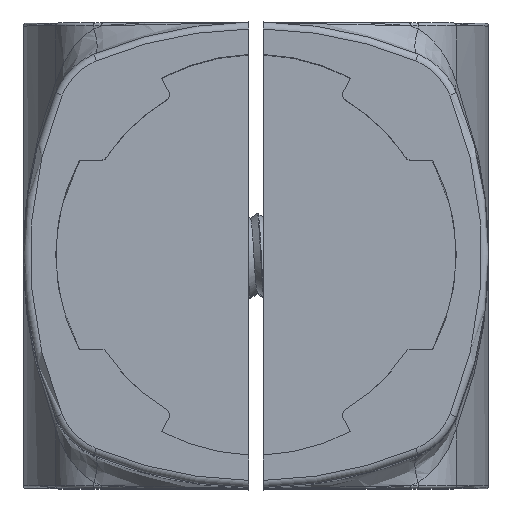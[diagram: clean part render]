
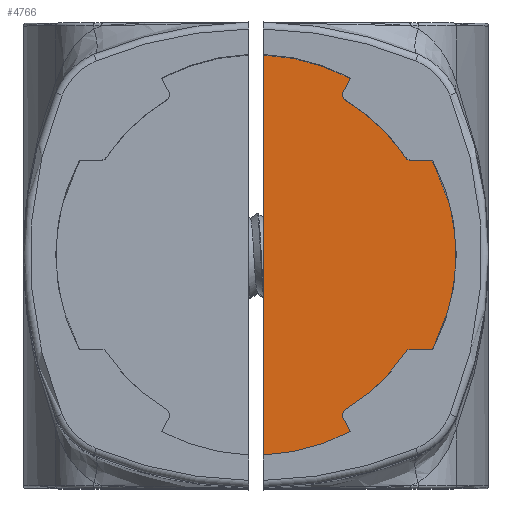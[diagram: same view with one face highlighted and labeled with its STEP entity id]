
A CAD part, top view. The second image highlights one B-rep face of the part: STEP entity #4766.
In plain terms, the highlighted planar face has unit normal (0, 0, 1).
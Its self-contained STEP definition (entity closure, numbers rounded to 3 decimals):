
#584 = VERTEX_POINT ( 'NONE', #15359 ) ;
#1033 = ORIENTED_EDGE ( 'NONE', *, *, #36898, .T. ) ;
#1052 = LINE ( 'NONE', #41981, #17509 ) ;
#1142 = VERTEX_POINT ( 'NONE', #34283 ) ;
#1253 = CARTESIAN_POINT ( 'NONE',  ( 0.5, -14.191, 82. ) ) ;
#1435 = LINE ( 'NONE', #45987, #45641 ) ;
#1452 = CARTESIAN_POINT ( 'NONE',  ( 0., 0., 82. ) ) ;
#1752 = CARTESIAN_POINT ( 'NONE',  ( 0., 0., 82. ) ) ;
#1936 = VECTOR ( 'NONE', #19181, 1000. ) ;
#3562 = VERTEX_POINT ( 'NONE', #35028 ) ;
#3585 = LINE ( 'NONE', #44521, #1936 ) ;
#3725 = CARTESIAN_POINT ( 'NONE',  ( 0., 0., 82. ) ) ;
#3820 = CIRCLE ( 'NONE', #19377, 14.2 ) ;
#3860 = CARTESIAN_POINT ( 'NONE',  ( 10.285, -7.694, 82. ) ) ;
#3908 = VERTEX_POINT ( 'NONE', #18254 ) ;
#3967 = DIRECTION ( 'NONE',  ( 0., 1., 0. ) ) ;
#4572 = VERTEX_POINT ( 'NONE', #24004 ) ;
#4766 = ADVANCED_FACE ( 'NONE', ( #37611 ), #40311, .F. ) ;
#4803 = EDGE_CURVE ( 'NONE', #14997, #46632, #13356, .T. ) ;
#5034 = CARTESIAN_POINT ( 'NONE',  ( 6.383, -10.921, 82. ) ) ;
#7207 = ORIENTED_EDGE ( 'NONE', *, *, #30980, .F. ) ;
#8351 = DIRECTION ( 'NONE',  ( 0., 0., 1. ) ) ;
#8707 = AXIS2_PLACEMENT_3D ( 'NONE', #14675, #44418, #25907 ) ;
#8890 = ORIENTED_EDGE ( 'NONE', *, *, #9210, .T. ) ;
#9106 = CIRCLE ( 'NONE', #24689, 14.2 ) ;
#9210 = EDGE_CURVE ( 'NONE', #25560, #1142, #40178, .T. ) ;
#9537 = EDGE_CURVE ( 'NONE', #28490, #3908, #1435, .T. ) ;
#9795 = CARTESIAN_POINT ( 'NONE',  ( 11.935, 7.694, 82. ) ) ;
#10117 = CIRCLE ( 'NONE', #45891, 0.5 ) ;
#10963 = CARTESIAN_POINT ( 'NONE',  ( 9.894, -7.883, 82. ) ) ;
#11057 = EDGE_CURVE ( 'NONE', #42247, #19978, #30898, .T. ) ;
#11263 = DIRECTION ( 'NONE',  ( 0., -1., 0. ) ) ;
#11513 = CARTESIAN_POINT ( 'NONE',  ( 0., 0., 82. ) ) ;
#11695 = EDGE_CURVE ( 'NONE', #28267, #3562, #9106, .T. ) ;
#11714 = CARTESIAN_POINT ( 'NONE',  ( 9.894, 7.883, 82. ) ) ;
#11819 = DIRECTION ( 'NONE',  ( 0., 0., 1. ) ) ;
#11887 = VERTEX_POINT ( 'NONE', #33086 ) ;
#12290 = DIRECTION ( 'NONE',  ( -0.882, 0.471, 0. ) ) ;
#12621 = DIRECTION ( 'NONE',  ( 0.471, 0.882, 0. ) ) ;
#13356 = CIRCLE ( 'NONE', #8707, 0.5 ) ;
#14675 = CARTESIAN_POINT ( 'NONE',  ( 10.285, 8.194, 82. ) ) ;
#14997 = VERTEX_POINT ( 'NONE', #11714 ) ;
#15043 = ORIENTED_EDGE ( 'NONE', *, *, #47454, .T. ) ;
#15218 = CARTESIAN_POINT ( 'NONE',  ( 6.636, 11.353, 82. ) ) ;
#15296 = AXIS2_PLACEMENT_3D ( 'NONE', #18805, #22473, #31010 ) ;
#15359 = CARTESIAN_POINT ( 'NONE',  ( 6.383, 10.921, 82. ) ) ;
#15623 = DIRECTION ( 'NONE',  ( 0., 0., 1. ) ) ;
#15635 = VECTOR ( 'NONE', #45745, 1000. ) ;
#15869 = EDGE_CURVE ( 'NONE', #1142, #19978, #3585, .T. ) ;
#16278 = DIRECTION ( 'NONE',  ( 0.471, 0.882, 0. ) ) ;
#17509 = VECTOR ( 'NONE', #3967, 1000. ) ;
#18192 = DIRECTION ( 'NONE',  ( 0.84, -0.542, 0. ) ) ;
#18254 = CARTESIAN_POINT ( 'NONE',  ( 6.694, 12.523, 82. ) ) ;
#18369 = DIRECTION ( 'NONE',  ( 0., 0., 1. ) ) ;
#18492 = EDGE_CURVE ( 'NONE', #3562, #46632, #28131, .T. ) ;
#18805 = CARTESIAN_POINT ( 'NONE',  ( 6.636, -11.353, 82. ) ) ;
#19181 = DIRECTION ( 'NONE',  ( -0.471, 0.882, 0. ) ) ;
#19331 = CARTESIAN_POINT ( 'NONE',  ( 0., 0., 82. ) ) ;
#19377 = AXIS2_PLACEMENT_3D ( 'NONE', #1452, #27040, #16278 ) ;
#19454 = LINE ( 'NONE', #3860, #15635 ) ;
#19978 = VERTEX_POINT ( 'NONE', #37079 ) ;
#20335 = AXIS2_PLACEMENT_3D ( 'NONE', #1752, #15623, #34891 ) ;
#20504 = AXIS2_PLACEMENT_3D ( 'NONE', #15218, #11819, #12290 ) ;
#20763 = AXIS2_PLACEMENT_3D ( 'NONE', #11513, #22999, #33965 ) ;
#20990 = ORIENTED_EDGE ( 'NONE', *, *, #18492, .T. ) ;
#21110 = ORIENTED_EDGE ( 'NONE', *, *, #25921, .T. ) ;
#21511 = VECTOR ( 'NONE', #42959, 1000. ) ;
#21524 = CIRCLE ( 'NONE', #20763, 12.65 ) ;
#21808 = EDGE_CURVE ( 'NONE', #11887, #29457, #10117, .T. ) ;
#21810 = ORIENTED_EDGE ( 'NONE', *, *, #40465, .F. ) ;
#21911 = ORIENTED_EDGE ( 'NONE', *, *, #4803, .F. ) ;
#22473 = DIRECTION ( 'NONE',  ( 0., 0., 1. ) ) ;
#22974 = ORIENTED_EDGE ( 'NONE', *, *, #32057, .T. ) ;
#22999 = DIRECTION ( 'NONE',  ( 0., 0., 1. ) ) ;
#24004 = CARTESIAN_POINT ( 'NONE',  ( 0.5, 14.191, 82. ) ) ;
#24689 = AXIS2_PLACEMENT_3D ( 'NONE', #42397, #31444, #18192 ) ;
#25560 = VERTEX_POINT ( 'NONE', #1253 ) ;
#25907 = DIRECTION ( 'NONE',  ( -0.782, -0.623, 0. ) ) ;
#25921 = EDGE_CURVE ( 'NONE', #11887, #28267, #19454, .T. ) ;
#25939 = ORIENTED_EDGE ( 'NONE', *, *, #21808, .F. ) ;
#27040 = DIRECTION ( 'NONE',  ( 0., 0., 1. ) ) ;
#28131 = LINE ( 'NONE', #9795, #21511 ) ;
#28212 = AXIS2_PLACEMENT_3D ( 'NONE', #3725, #29848, #11263 ) ;
#28267 = VERTEX_POINT ( 'NONE', #40905 ) ;
#28490 = VERTEX_POINT ( 'NONE', #28641 ) ;
#28641 = CARTESIAN_POINT ( 'NONE',  ( 6.195, 11.589, 82. ) ) ;
#29457 = VERTEX_POINT ( 'NONE', #10963 ) ;
#29651 = DIRECTION ( 'NONE',  ( 0., 1., 0. ) ) ;
#29848 = DIRECTION ( 'NONE',  ( 0., 0., -1. ) ) ;
#30434 = ORIENTED_EDGE ( 'NONE', *, *, #11695, .T. ) ;
#30580 = DIRECTION ( 'NONE',  ( 0.035, -0.999, 0. ) ) ;
#30898 = CIRCLE ( 'NONE', #15296, 0.5 ) ;
#30980 = EDGE_CURVE ( 'NONE', #25560, #4572, #1052, .T. ) ;
#31010 = DIRECTION ( 'NONE',  ( -0.505, 0.863, 0. ) ) ;
#31444 = DIRECTION ( 'NONE',  ( 0., 0., 1. ) ) ;
#31638 = AXIS2_PLACEMENT_3D ( 'NONE', #19331, #8351, #30580 ) ;
#32057 = EDGE_CURVE ( 'NONE', #42247, #29457, #21524, .T. ) ;
#33086 = CARTESIAN_POINT ( 'NONE',  ( 10.285, -7.694, 82. ) ) ;
#33965 = DIRECTION ( 'NONE',  ( 0.505, -0.863, 0. ) ) ;
#34283 = CARTESIAN_POINT ( 'NONE',  ( 6.694, -12.523, 82. ) ) ;
#34891 = DIRECTION ( 'NONE',  ( 0.782, 0.623, 0. ) ) ;
#35028 = CARTESIAN_POINT ( 'NONE',  ( 11.935, 7.694, 82. ) ) ;
#35584 = ORIENTED_EDGE ( 'NONE', *, *, #9537, .T. ) ;
#36699 = EDGE_LOOP ( 'NONE', ( #21810, #35584, #1033, #7207, #8890, #38942, #40325, #22974, #25939, #21110, #30434, #20990, #21911, #15043 ) ) ;
#36898 = EDGE_CURVE ( 'NONE', #3908, #4572, #3820, .T. ) ;
#37079 = CARTESIAN_POINT ( 'NONE',  ( 6.195, -11.589, 82. ) ) ;
#37611 = FACE_OUTER_BOUND ( 'NONE', #36699, .T. ) ;
#38235 = CIRCLE ( 'NONE', #20335, 12.65 ) ;
#38423 = CIRCLE ( 'NONE', #20504, 0.5 ) ;
#38942 = ORIENTED_EDGE ( 'NONE', *, *, #15869, .T. ) ;
#39611 = CARTESIAN_POINT ( 'NONE',  ( 10.285, 7.694, 82. ) ) ;
#40178 = CIRCLE ( 'NONE', #31638, 14.2 ) ;
#40311 = PLANE ( 'NONE',  #28212 ) ;
#40325 = ORIENTED_EDGE ( 'NONE', *, *, #11057, .F. ) ;
#40465 = EDGE_CURVE ( 'NONE', #28490, #584, #38423, .T. ) ;
#40905 = CARTESIAN_POINT ( 'NONE',  ( 11.935, -7.694, 82. ) ) ;
#41981 = CARTESIAN_POINT ( 'NONE',  ( 0.5, -14.191, 82. ) ) ;
#42247 = VERTEX_POINT ( 'NONE', #5034 ) ;
#42397 = CARTESIAN_POINT ( 'NONE',  ( 0., 0., 82. ) ) ;
#42959 = DIRECTION ( 'NONE',  ( -1., 0., 0. ) ) ;
#44418 = DIRECTION ( 'NONE',  ( 0., 0., 1. ) ) ;
#44521 = CARTESIAN_POINT ( 'NONE',  ( 6.694, -12.523, 82. ) ) ;
#45641 = VECTOR ( 'NONE', #12621, 1000. ) ;
#45745 = DIRECTION ( 'NONE',  ( 1., 0., 0. ) ) ;
#45891 = AXIS2_PLACEMENT_3D ( 'NONE', #48090, #18369, #29651 ) ;
#45987 = CARTESIAN_POINT ( 'NONE',  ( 6.195, 11.589, 82. ) ) ;
#46632 = VERTEX_POINT ( 'NONE', #39611 ) ;
#47454 = EDGE_CURVE ( 'NONE', #14997, #584, #38235, .T. ) ;
#48090 = CARTESIAN_POINT ( 'NONE',  ( 10.285, -8.194, 82. ) ) ;
